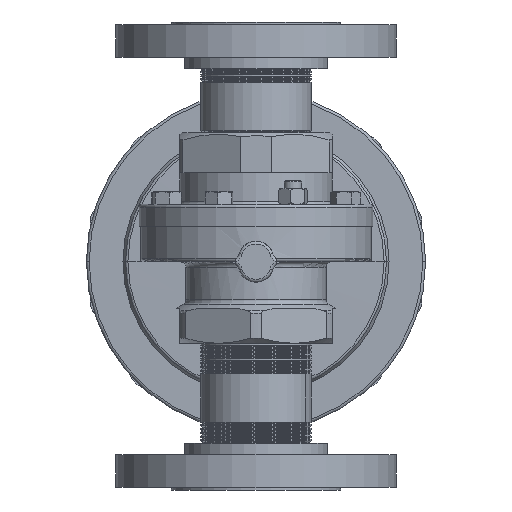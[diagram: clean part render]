
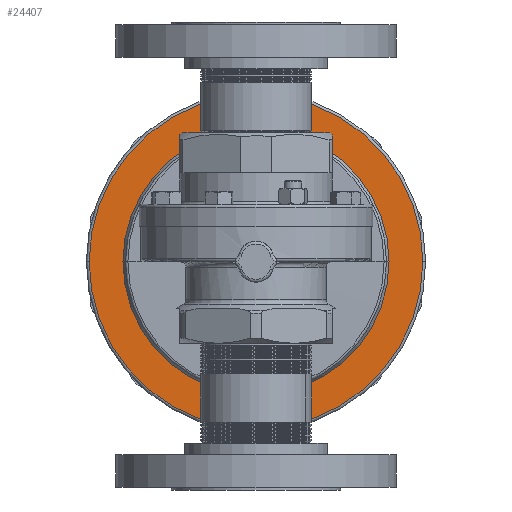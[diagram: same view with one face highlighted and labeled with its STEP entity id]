
A CAD part, front view. The second image highlights one B-rep face of the part: STEP entity #24407.
In plain terms, the highlighted planar face has unit normal (0, -1, 0).
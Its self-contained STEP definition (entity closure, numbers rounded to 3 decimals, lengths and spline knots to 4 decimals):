
#721 = EDGE_LOOP ( 'NONE', ( #16935, #4950 ) ) ;
#1983 = CIRCLE ( 'NONE', #28629, 2.8435 ) ;
#3817 = EDGE_CURVE ( 'NONE', #31035, #3981, #25741, .T. ) ;
#3981 = VERTEX_POINT ( 'NONE', #15849 ) ;
#4068 = EDGE_CURVE ( 'NONE', #3981, #31035, #7544, .T. ) ;
#4133 = CARTESIAN_POINT ( 'NONE',  ( 0., 2.65, 0. ) ) ;
#4333 = PLANE ( 'NONE',  #27796 ) ;
#4379 = CARTESIAN_POINT ( 'NONE',  ( 0., 2.65, 0. ) ) ;
#4869 = CARTESIAN_POINT ( 'NONE',  ( 2.8435, 2.65, 0. ) ) ;
#4950 = ORIENTED_EDGE ( 'NONE', *, *, #4068, .T. ) ;
#7544 = CIRCLE ( 'NONE', #11226, 3.565 ) ;
#7910 = EDGE_LOOP ( 'NONE', ( #17126, #35715 ) ) ;
#8375 = CARTESIAN_POINT ( 'NONE',  ( 0., 2.65, 0. ) ) ;
#9730 = CARTESIAN_POINT ( 'NONE',  ( -3.565, 2.65, 0. ) ) ;
#9969 = DIRECTION ( 'NONE',  ( -1., 0., 0. ) ) ;
#11051 = FACE_OUTER_BOUND ( 'NONE', #721, .T. ) ;
#11226 = AXIS2_PLACEMENT_3D ( 'NONE', #4379, #33633, #36468 ) ;
#12617 = VERTEX_POINT ( 'NONE', #19159 ) ;
#12651 = DIRECTION ( 'NONE',  ( 0., -1., 0. ) ) ;
#13132 = DIRECTION ( 'NONE',  ( 0., -1., 0. ) ) ;
#15849 = CARTESIAN_POINT ( 'NONE',  ( 3.565, 2.65, 0. ) ) ;
#16055 = DIRECTION ( 'NONE',  ( -1., 0., 0. ) ) ;
#16935 = ORIENTED_EDGE ( 'NONE', *, *, #3817, .T. ) ;
#17126 = ORIENTED_EDGE ( 'NONE', *, *, #21459, .F. ) ;
#18774 = DIRECTION ( 'NONE',  ( -1., 0., 0. ) ) ;
#19159 = CARTESIAN_POINT ( 'NONE',  ( -2.8435, 2.65, 0. ) ) ;
#19834 = DIRECTION ( 'NONE',  ( -1., 0., 0. ) ) ;
#21178 = CARTESIAN_POINT ( 'NONE',  ( 0., 2.65, 0. ) ) ;
#21459 = EDGE_CURVE ( 'NONE', #31333, #12617, #27914, .T. ) ;
#21943 = EDGE_CURVE ( 'NONE', #12617, #31333, #1983, .T. ) ;
#24407 = ADVANCED_FACE ( 'NONE', ( #11051, #29660 ), #4333, .T. ) ;
#25741 = CIRCLE ( 'NONE', #29681, 3.565 ) ;
#27796 = AXIS2_PLACEMENT_3D ( 'NONE', #30662, #13132, #16055 ) ;
#27914 = CIRCLE ( 'NONE', #37716, 2.8435 ) ;
#28629 = AXIS2_PLACEMENT_3D ( 'NONE', #8375, #28827, #19834 ) ;
#28827 = DIRECTION ( 'NONE',  ( 0., -1., 0. ) ) ;
#29660 = FACE_BOUND ( 'NONE', #7910, .T. ) ;
#29681 = AXIS2_PLACEMENT_3D ( 'NONE', #4133, #30330, #18774 ) ;
#30330 = DIRECTION ( 'NONE',  ( 0., -1., 0. ) ) ;
#30662 = CARTESIAN_POINT ( 'NONE',  ( 0., 2.65, -2.8435 ) ) ;
#31035 = VERTEX_POINT ( 'NONE', #9730 ) ;
#31333 = VERTEX_POINT ( 'NONE', #4869 ) ;
#33633 = DIRECTION ( 'NONE',  ( 0., -1., 0. ) ) ;
#35715 = ORIENTED_EDGE ( 'NONE', *, *, #21943, .F. ) ;
#36468 = DIRECTION ( 'NONE',  ( -1., 0., 0. ) ) ;
#37716 = AXIS2_PLACEMENT_3D ( 'NONE', #21178, #12651, #9969 ) ;
